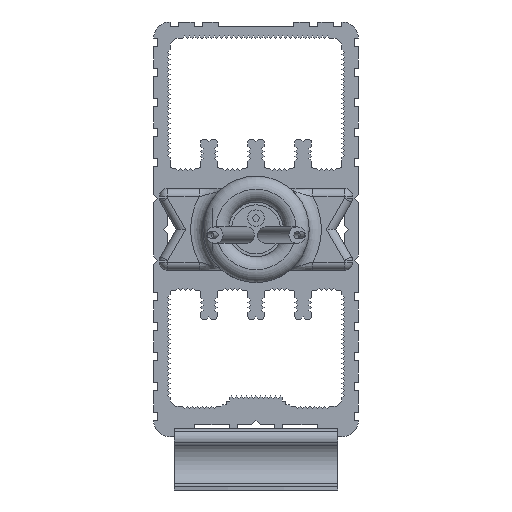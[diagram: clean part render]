
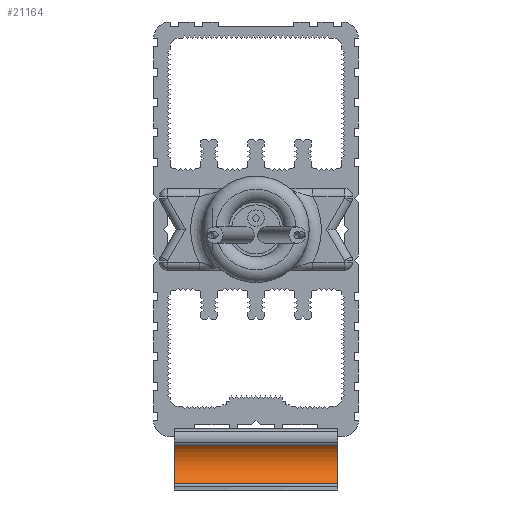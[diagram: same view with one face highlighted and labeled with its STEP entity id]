
A CAD part, front view. The second image highlights one B-rep face of the part: STEP entity #21164.
In plain terms, the highlighted cylindrical face has radius 3.1 mm (diameter 6.2 mm), a partial arc.
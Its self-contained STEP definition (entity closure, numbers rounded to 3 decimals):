
#253 = DIRECTION ( 'NONE',  ( 1., 0., 0. ) ) ;
#1275 = DIRECTION ( 'NONE',  ( 1., 0., 0. ) ) ;
#5214 = AXIS2_PLACEMENT_3D ( 'NONE', #14855, #1275, #17106 ) ;
#5292 = DIRECTION ( 'NONE',  ( 1., 0., 0. ) ) ;
#5976 = ORIENTED_EDGE ( 'NONE', *, *, #21690, .F. ) ;
#6418 = CIRCLE ( 'NONE', #15906, 3.1 ) ;
#6664 = VECTOR ( 'NONE', #253, 1000. ) ;
#7073 = AXIS2_PLACEMENT_3D ( 'NONE', #10118, #14600, #25960 ) ;
#7502 = VERTEX_POINT ( 'NONE', #25597 ) ;
#7842 = ORIENTED_EDGE ( 'NONE', *, *, #21981, .F. ) ;
#8475 = CARTESIAN_POINT ( 'NONE',  ( -10., 18.135, -26.382 ) ) ;
#8688 = FACE_OUTER_BOUND ( 'NONE', #9074, .T. ) ;
#9074 = EDGE_LOOP ( 'NONE', ( #23887, #7842, #5976, #18000 ) ) ;
#9258 = VERTEX_POINT ( 'NONE', #24777 ) ;
#10118 = CARTESIAN_POINT ( 'NONE',  ( -10., 15.9, -28.53 ) ) ;
#10767 = DIRECTION ( 'NONE',  ( 1., 0., 0. ) ) ;
#11715 = LINE ( 'NONE', #8475, #23059 ) ;
#13715 = CARTESIAN_POINT ( 'NONE',  ( -10., 17.674, -31.072 ) ) ;
#14600 = DIRECTION ( 'NONE',  ( 1., 0., 0. ) ) ;
#14855 = CARTESIAN_POINT ( 'NONE',  ( -10., 15.9, -28.53 ) ) ;
#15906 = AXIS2_PLACEMENT_3D ( 'NONE', #18879, #5292, #21176 ) ;
#16050 = VERTEX_POINT ( 'NONE', #29156 ) ;
#17106 = DIRECTION ( 'NONE',  ( 0., 0., -1. ) ) ;
#18000 = ORIENTED_EDGE ( 'NONE', *, *, #19817, .T. ) ;
#18879 = CARTESIAN_POINT ( 'NONE',  ( 10., 15.9, -28.53 ) ) ;
#19817 = EDGE_CURVE ( 'NONE', #24291, #7502, #24029, .T. ) ;
#21164 = ADVANCED_FACE ( 'NONE', ( #8688 ), #23921, .F. ) ;
#21176 = DIRECTION ( 'NONE',  ( 0., 0., -1. ) ) ;
#21690 = EDGE_CURVE ( 'NONE', #24291, #16050, #26606, .T. ) ;
#21981 = EDGE_CURVE ( 'NONE', #16050, #9258, #11715, .T. ) ;
#22187 = CARTESIAN_POINT ( 'NONE',  ( -10., 17.674, -31.072 ) ) ;
#23059 = VECTOR ( 'NONE', #10767, 1000. ) ;
#23545 = EDGE_CURVE ( 'NONE', #7502, #9258, #6418, .T. ) ;
#23887 = ORIENTED_EDGE ( 'NONE', *, *, #23545, .T. ) ;
#23921 = CYLINDRICAL_SURFACE ( 'NONE', #7073, 3.1 ) ;
#24029 = LINE ( 'NONE', #13715, #6664 ) ;
#24291 = VERTEX_POINT ( 'NONE', #22187 ) ;
#24777 = CARTESIAN_POINT ( 'NONE',  ( 10., 18.135, -26.382 ) ) ;
#25597 = CARTESIAN_POINT ( 'NONE',  ( 10., 17.674, -31.072 ) ) ;
#25960 = DIRECTION ( 'NONE',  ( 0., 0., -1. ) ) ;
#26606 = CIRCLE ( 'NONE', #5214, 3.1 ) ;
#29156 = CARTESIAN_POINT ( 'NONE',  ( -10., 18.135, -26.382 ) ) ;
